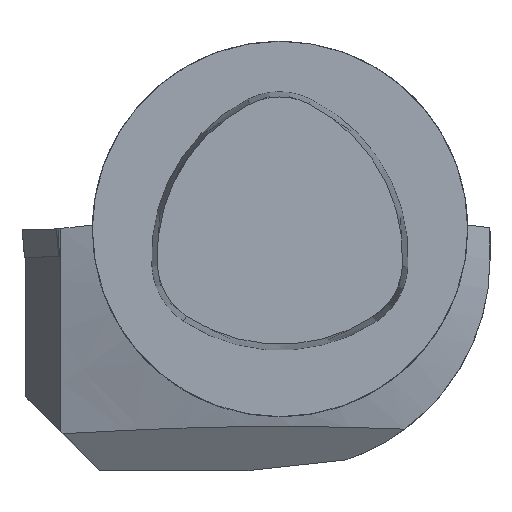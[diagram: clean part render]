
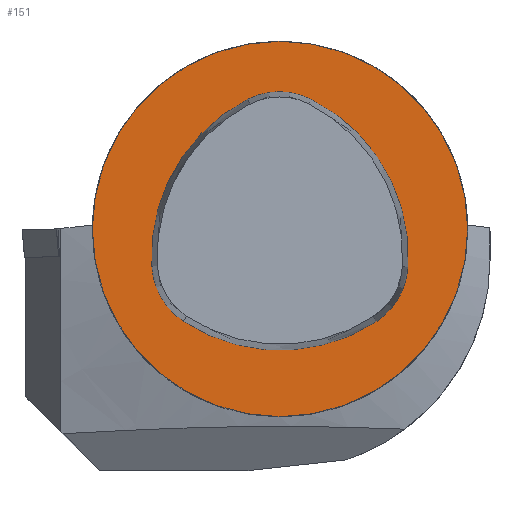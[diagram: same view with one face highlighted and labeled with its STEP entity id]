
A CAD part, top view. The second image highlights one B-rep face of the part: STEP entity #151.
In plain terms, the highlighted planar face has unit normal (0, 0, 1).
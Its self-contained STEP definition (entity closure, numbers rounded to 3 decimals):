
#74=CIRCLE('',#934,16.);
#100=PLANE('',#940);
#151=ADVANCED_FACE('',(#204),#100,.T.);
#204=FACE_OUTER_BOUND('',#259,.T.);
#259=EDGE_LOOP('',(#380));
#380=ORIENTED_EDGE('',*,*,#666,.F.);
#578=VERTEX_POINT('',#1378);
#666=EDGE_CURVE('',#578,#578,#74,.T.);
#934=AXIS2_PLACEMENT_3D('',#1377,#1066,#1067);
#940=AXIS2_PLACEMENT_3D('',#1396,#1082,#1083);
#1066=DIRECTION('',(0.,0.,-1.));
#1067=DIRECTION('',(0.,-1.,0.));
#1082=DIRECTION('',(0.,0.,1.));
#1083=DIRECTION('',(0.,1.,0.));
#1377=CARTESIAN_POINT('',(0.,0.,0.));
#1378=CARTESIAN_POINT('',(0.,-16.,0.));
#1396=CARTESIAN_POINT('',(-16.,0.,0.));
